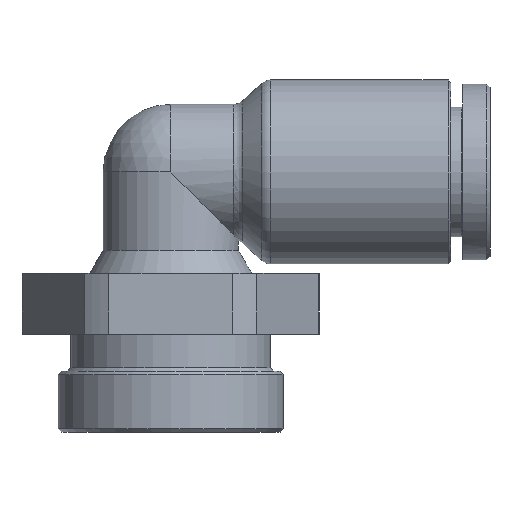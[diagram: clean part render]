
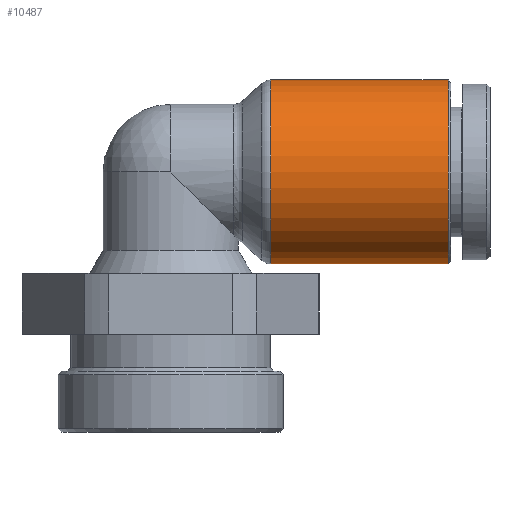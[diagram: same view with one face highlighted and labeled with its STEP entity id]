
A CAD part, front view. The second image highlights one B-rep face of the part: STEP entity #10487.
In plain terms, the highlighted cylindrical face has radius 6.8 mm (diameter 13.6 mm), a full revolution.
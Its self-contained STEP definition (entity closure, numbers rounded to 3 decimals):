
#89=CYLINDRICAL_SURFACE('',#10917,6.8);
#146=CIRCLE('',#10918,6.8);
#147=CIRCLE('',#10919,6.8);
#256=ORIENTED_EDGE('',*,*,#2485,.F.);
#257=ORIENTED_EDGE('',*,*,#2486,.F.);
#2485=EDGE_CURVE('',#3597,#3597,#146,.T.);
#2486=EDGE_CURVE('',#3598,#3598,#147,.T.);
#3597=VERTEX_POINT('',#13422);
#3598=VERTEX_POINT('',#13424);
#6323=EDGE_LOOP('',(#256));
#6324=EDGE_LOOP('',(#257));
#6785=FACE_BOUND('',#6323,.T.);
#6786=FACE_BOUND('',#6324,.T.);
#10487=ADVANCED_FACE('',(#6785,#6786),#89,.T.);
#10917=AXIS2_PLACEMENT_3D('',#13420,#11447,#11448);
#10918=AXIS2_PLACEMENT_3D('',#13421,#11449,#11450);
#10919=AXIS2_PLACEMENT_3D('',#13423,#11451,#11452);
#11447=DIRECTION('',(1.,0.,0.));
#11448=DIRECTION('',(0.,0.,1.));
#11449=DIRECTION('',(-1.,0.,0.));
#11450=DIRECTION('',(0.,0.,-1.));
#11451=DIRECTION('',(1.,0.,0.));
#11452=DIRECTION('',(0.,0.,1.));
#13420=CARTESIAN_POINT('',(22.991,17.287,-2.519));
#13421=CARTESIAN_POINT('',(18.375,17.287,-2.519));
#13422=CARTESIAN_POINT('',(18.375,17.287,-9.319));
#13423=CARTESIAN_POINT('',(31.491,17.287,-2.519));
#13424=CARTESIAN_POINT('',(31.491,17.287,4.281));
